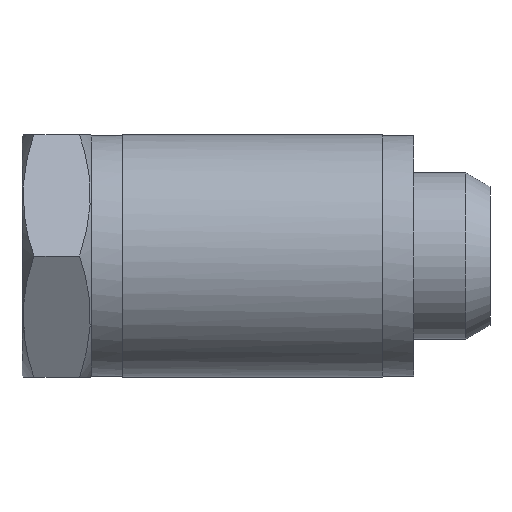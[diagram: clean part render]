
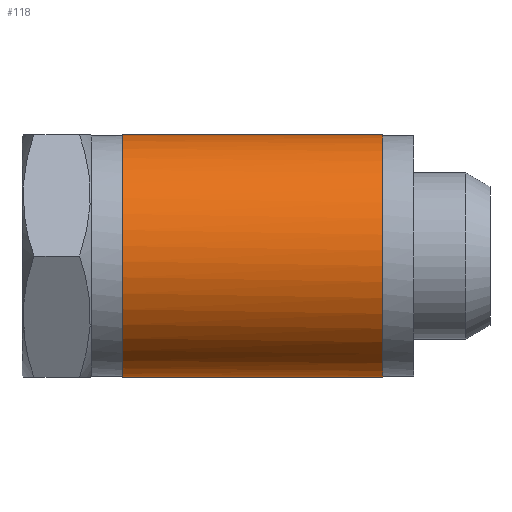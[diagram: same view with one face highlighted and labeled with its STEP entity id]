
A CAD part, left-side view. The second image highlights one B-rep face of the part: STEP entity #118.
In plain terms, the highlighted free-form (B-spline) face has degree [2, 1] with [9, 2] control points.
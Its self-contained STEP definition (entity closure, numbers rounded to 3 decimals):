
#118=ADVANCED_FACE('',(#204),#1289,.T.);
#204=FACE_OUTER_BOUND('',#299,.T.);
#299=EDGE_LOOP('',(#622,#623,#624,#625));
#622=ORIENTED_EDGE('',*,*,#878,.F.);
#623=ORIENTED_EDGE('',*,*,#884,.T.);
#624=ORIENTED_EDGE('',*,*,#880,.F.);
#625=ORIENTED_EDGE('',*,*,#885,.T.);
#878=EDGE_CURVE('',#1218,#1219,#1097,.T.);
#880=EDGE_CURVE('',#1220,#1217,#1098,.T.);
#884=EDGE_CURVE('',#1218,#1217,#969,.T.);
#885=EDGE_CURVE('',#1220,#1219,#970,.T.);
#969=(
BOUNDED_CURVE()
B_SPLINE_CURVE(2,(#5796,#5797,#5798,#5799,#5800),.UNSPECIFIED.,.F.,.F.)
B_SPLINE_CURVE_WITH_KNOTS((3,2,3),(0.,10.996,21.991),
 .UNSPECIFIED.)
CURVE()
GEOMETRIC_REPRESENTATION_ITEM()
RATIONAL_B_SPLINE_CURVE((1.,0.707,1.,0.707,1.))
REPRESENTATION_ITEM('')
);
#970=(
BOUNDED_CURVE()
B_SPLINE_CURVE(2,(#5801,#5802,#5803,#5804,#5805),.UNSPECIFIED.,.F.,.F.)
B_SPLINE_CURVE_WITH_KNOTS((3,2,3),(0.,10.996,21.991),
 .UNSPECIFIED.)
CURVE()
GEOMETRIC_REPRESENTATION_ITEM()
RATIONAL_B_SPLINE_CURVE((1.,0.707,1.,0.707,1.))
REPRESENTATION_ITEM('')
);
#1097=B_SPLINE_CURVE_WITH_KNOTS('',1,(#5778,#5779),.UNSPECIFIED.,.F.,.F.,
(2,2),(0.,15.),.UNSPECIFIED.);
#1098=B_SPLINE_CURVE_WITH_KNOTS('',1,(#5785,#5786),.UNSPECIFIED.,.F.,.F.,
(2,2),(-15.,0.),.UNSPECIFIED.);
#1217=VERTEX_POINT('',#5299);
#1218=VERTEX_POINT('',#5300);
#1219=VERTEX_POINT('',#5301);
#1220=VERTEX_POINT('',#5302);
#1289=(
BOUNDED_SURFACE()
B_SPLINE_SURFACE(2,1,((#4348,#4349),(#4350,#4351),(#4352,#4353),(#4354,
#4355),(#4356,#4357),(#4358,#4359),(#4360,#4361),(#4362,#4363),(#4364,#4365)),
 .UNSPECIFIED.,.T.,.F.,.F.)
B_SPLINE_SURFACE_WITH_KNOTS((3,2,2,2,3),(2,2),(0.,1.571,3.142,
4.712,6.283),(0.,18.002),.UNSPECIFIED.)
GEOMETRIC_REPRESENTATION_ITEM()
RATIONAL_B_SPLINE_SURFACE(((1.,1.),(0.707,0.707),
(1.,1.),(0.707,0.707),(1.,1.),(0.707,
0.707),(1.,1.),(0.707,0.707),(1.,1.)))
REPRESENTATION_ITEM('')
SURFACE()
);
#4348=CARTESIAN_POINT('',(7.,-9.001,0.));
#4349=CARTESIAN_POINT('',(7.,9.001,0.));
#4350=CARTESIAN_POINT('',(7.,-9.001,-7.));
#4351=CARTESIAN_POINT('',(7.,9.001,-7.));
#4352=CARTESIAN_POINT('',(0.,-9.001,-7.));
#4353=CARTESIAN_POINT('',(0.,9.001,-7.));
#4354=CARTESIAN_POINT('',(-7.,-9.001,-7.));
#4355=CARTESIAN_POINT('',(-7.,9.001,-7.));
#4356=CARTESIAN_POINT('',(-7.,-9.001,0.));
#4357=CARTESIAN_POINT('',(-7.,9.001,0.));
#4358=CARTESIAN_POINT('',(-7.,-9.001,7.));
#4359=CARTESIAN_POINT('',(-7.,9.001,7.));
#4360=CARTESIAN_POINT('',(0.,-9.001,7.));
#4361=CARTESIAN_POINT('',(0.,9.001,7.));
#4362=CARTESIAN_POINT('',(7.,-9.001,7.));
#4363=CARTESIAN_POINT('',(7.,9.001,7.));
#4364=CARTESIAN_POINT('',(7.,-9.001,0.));
#4365=CARTESIAN_POINT('',(7.,9.001,0.));
#5299=CARTESIAN_POINT('',(0.,-7.5,7.));
#5300=CARTESIAN_POINT('',(0.,-7.5,-7.));
#5301=CARTESIAN_POINT('',(0.,7.5,-7.));
#5302=CARTESIAN_POINT('',(0.,7.5,7.));
#5778=CARTESIAN_POINT('',(0.,-7.5,-7.));
#5779=CARTESIAN_POINT('',(0.,7.5,-7.));
#5785=CARTESIAN_POINT('',(0.,7.5,7.));
#5786=CARTESIAN_POINT('',(0.,-7.5,7.));
#5796=CARTESIAN_POINT('',(0.,-7.5,-7.));
#5797=CARTESIAN_POINT('',(-7.,-7.5,-7.));
#5798=CARTESIAN_POINT('',(-7.,-7.5,0.));
#5799=CARTESIAN_POINT('',(-7.,-7.5,7.));
#5800=CARTESIAN_POINT('',(0.,-7.5,7.));
#5801=CARTESIAN_POINT('',(0.,7.5,7.));
#5802=CARTESIAN_POINT('',(-7.,7.5,7.));
#5803=CARTESIAN_POINT('',(-7.,7.5,0.));
#5804=CARTESIAN_POINT('',(-7.,7.5,-7.));
#5805=CARTESIAN_POINT('',(0.,7.5,-7.));
